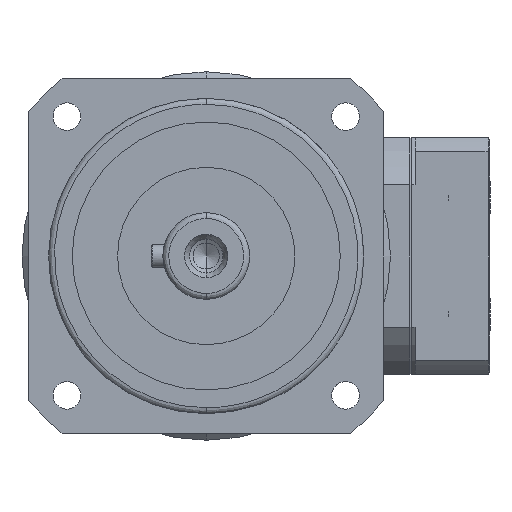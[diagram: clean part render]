
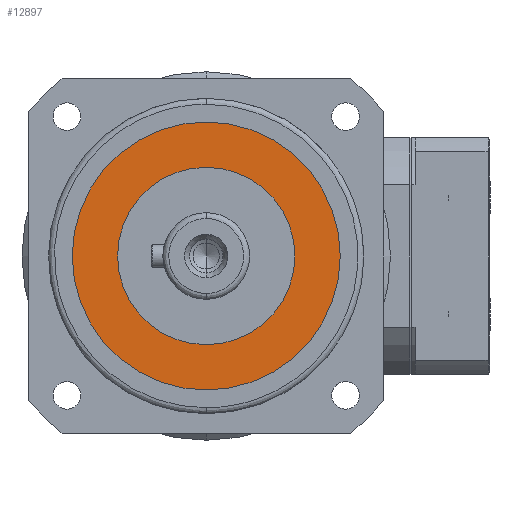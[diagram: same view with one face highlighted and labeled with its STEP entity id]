
A CAD part, left-side view. The second image highlights one B-rep face of the part: STEP entity #12897.
In plain terms, the highlighted face is planar.
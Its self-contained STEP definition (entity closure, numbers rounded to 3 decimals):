
#558 = DIRECTION ( 'NONE',  ( 0., 0., 1. ) ) ;
#1167 = VERTEX_POINT ( 'NONE', #1614 ) ;
#1614 = CARTESIAN_POINT ( 'NONE',  ( -38.01, 0., -22.5 ) ) ;
#1876 = DIRECTION ( 'NONE',  ( 0., 0., -1. ) ) ;
#1941 = AXIS2_PLACEMENT_3D ( 'NONE', #29853, #15662, #558 ) ;
#2954 = CIRCLE ( 'NONE', #1941, 22.5 ) ;
#3189 = EDGE_CURVE ( 'NONE', #5512, #20903, #25820, .T. ) ;
#4479 = DIRECTION ( 'NONE',  ( 0., 0., 1. ) ) ;
#4582 = DIRECTION ( 'NONE',  ( 1., 0., 0. ) ) ;
#4739 = CARTESIAN_POINT ( 'NONE',  ( -38.01, 0., 0. ) ) ;
#5187 = FACE_BOUND ( 'NONE', #17665, .T. ) ;
#5512 = VERTEX_POINT ( 'NONE', #23440 ) ;
#5887 = ORIENTED_EDGE ( 'NONE', *, *, #30581, .T. ) ;
#8857 = DIRECTION ( 'NONE',  ( 1., 0., 0. ) ) ;
#9035 = AXIS2_PLACEMENT_3D ( 'NONE', #4739, #4582, #4479 ) ;
#9840 = ORIENTED_EDGE ( 'NONE', *, *, #18533, .T. ) ;
#10702 = CARTESIAN_POINT ( 'NONE',  ( -38.01, 0., -34. ) ) ;
#11555 = VERTEX_POINT ( 'NONE', #24601 ) ;
#12290 = EDGE_LOOP ( 'NONE', ( #23070, #9840 ) ) ;
#12897 = ADVANCED_FACE ( 'NONE', ( #27743, #5187 ), #21681, .T. ) ;
#13701 = DIRECTION ( 'NONE',  ( -1., 0., 0. ) ) ;
#13965 = CIRCLE ( 'NONE', #28547, 22.5 ) ;
#15662 = DIRECTION ( 'NONE',  ( -1., 0., 0. ) ) ;
#16919 = DIRECTION ( 'NONE',  ( 1., 0., 0. ) ) ;
#17415 = AXIS2_PLACEMENT_3D ( 'NONE', #23523, #8857, #25904 ) ;
#17665 = EDGE_LOOP ( 'NONE', ( #5887, #18129 ) ) ;
#18129 = ORIENTED_EDGE ( 'NONE', *, *, #18492, .T. ) ;
#18492 = EDGE_CURVE ( 'NONE', #1167, #11555, #13965, .T. ) ;
#18533 = EDGE_CURVE ( 'NONE', #20903, #5512, #23048, .T. ) ;
#20903 = VERTEX_POINT ( 'NONE', #10702 ) ;
#21050 = AXIS2_PLACEMENT_3D ( 'NONE', #31061, #16919, #1876 ) ;
#21681 = PLANE ( 'NONE',  #21050 ) ;
#23048 = CIRCLE ( 'NONE', #17415, 34. ) ;
#23070 = ORIENTED_EDGE ( 'NONE', *, *, #3189, .T. ) ;
#23440 = CARTESIAN_POINT ( 'NONE',  ( -38.01, 0., 34. ) ) ;
#23523 = CARTESIAN_POINT ( 'NONE',  ( -38.01, 0., 0. ) ) ;
#24601 = CARTESIAN_POINT ( 'NONE',  ( -38.01, 0., 22.5 ) ) ;
#25820 = CIRCLE ( 'NONE', #9035, 34. ) ;
#25904 = DIRECTION ( 'NONE',  ( 0., 0., 1. ) ) ;
#27743 = FACE_OUTER_BOUND ( 'NONE', #12290, .T. ) ;
#28028 = CARTESIAN_POINT ( 'NONE',  ( -38.01, 0., 0. ) ) ;
#28547 = AXIS2_PLACEMENT_3D ( 'NONE', #28028, #13701, #30347 ) ;
#29853 = CARTESIAN_POINT ( 'NONE',  ( -38.01, 0., 0. ) ) ;
#30347 = DIRECTION ( 'NONE',  ( 0., 0., 1. ) ) ;
#30581 = EDGE_CURVE ( 'NONE', #11555, #1167, #2954, .T. ) ;
#31061 = CARTESIAN_POINT ( 'NONE',  ( -38.01, 0., 0. ) ) ;
